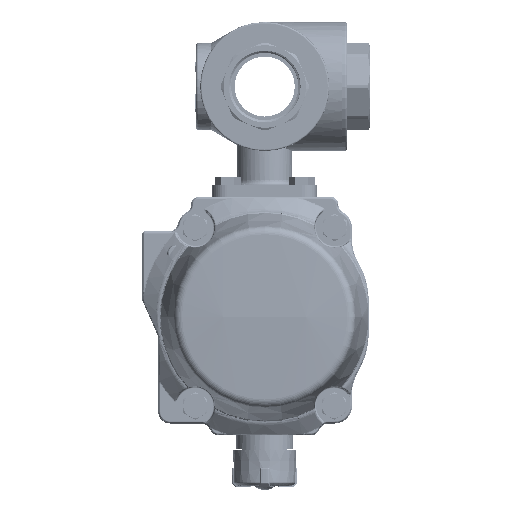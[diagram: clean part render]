
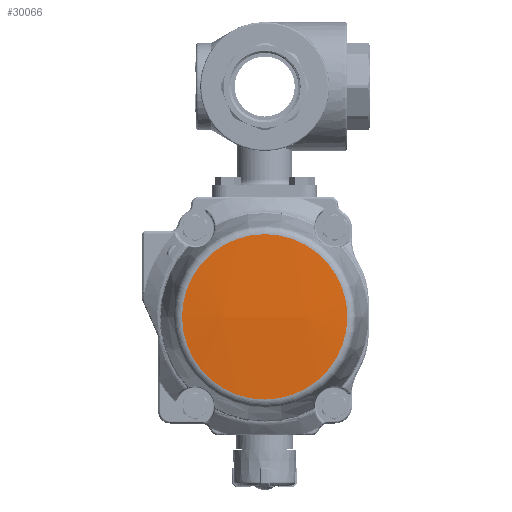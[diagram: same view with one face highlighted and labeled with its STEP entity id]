
A CAD part, left-side view. The second image highlights one B-rep face of the part: STEP entity #30066.
In plain terms, the highlighted spherical face has radius 693 mm.
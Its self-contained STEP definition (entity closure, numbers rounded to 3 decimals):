
#181=SPHERICAL_SURFACE('',#32879,693.);
#14450=ORIENTED_EDGE('',*,*,#19517,.T.);
#19517=EDGE_CURVE('',#22674,#22674,#24155,.T.);
#22674=VERTEX_POINT('',#76602);
#24155=CIRCLE('',#32878,55.109);
#26008=EDGE_LOOP('',(#14450));
#27980=FACE_BOUND('',#26008,.T.);
#30066=ADVANCED_FACE('',(#27980),#181,.T.);
#32878=AXIS2_PLACEMENT_3D('',#76601,#39969,#39970);
#32879=AXIS2_PLACEMENT_3D('',#76603,#39971,#39972);
#39969=DIRECTION('',(0.,0.,-1.));
#39970=DIRECTION('',(-1.,0.,0.));
#39971=DIRECTION('',(0.,1.,0.));
#39972=DIRECTION('',(1.,0.,0.));
#76601=CARTESIAN_POINT('',(0.,0.,-173.305));
#76602=CARTESIAN_POINT('',(-55.109,0.,-173.305));
#76603=CARTESIAN_POINT('',(0.,0.,517.5));
